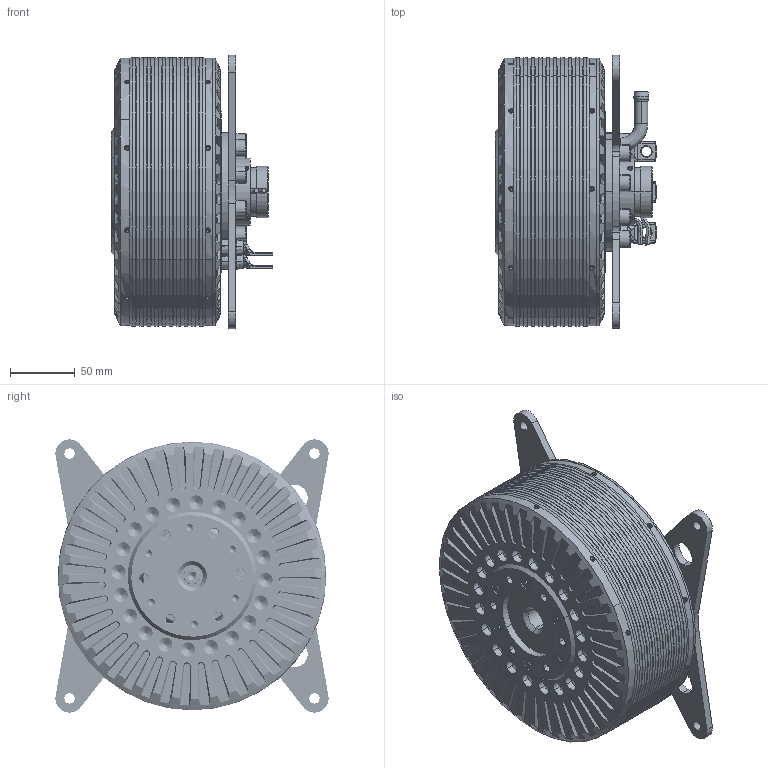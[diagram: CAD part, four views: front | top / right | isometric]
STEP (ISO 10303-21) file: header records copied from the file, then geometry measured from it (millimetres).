
FILE_DESCRIPTION (( 'STEP AP203' ), '1' );
FILE_NAME ('208_lc_resolver.STEP', '2021-08-31T07:37:58', ( '' ), ( '' ), 'SwSTEP 2.0', 'SolidWorks 2016', '' );
FILE_SCHEMA (( 'CONFIG_CONTROL_DESIGN' ));
Products named in the file (1): 208_lc_resolver
Bounding box: 125 x 211.5 x 211.47 mm (x, y, z)
Volume: 1327137.3 mm3; surface area: 498305.5 mm2
Topology: 76 solids, 82 shells, 2746 faces, 7098 edges, 4436 vertices
Faces by surface type: cylinder 899, plane 715, cone 664, bspline 373, torus 83, sphere 12
Entity records: 120441 total; most frequent: CARTESIAN_POINT 56404, ORIENTED_EDGE 13742, DIRECTION 12869, EDGE_CURVE 6871, AXIS2_PLACEMENT_3D 5189, VERTEX_POINT 4434, EDGE_LOOP 3123, CIRCLE 2815
